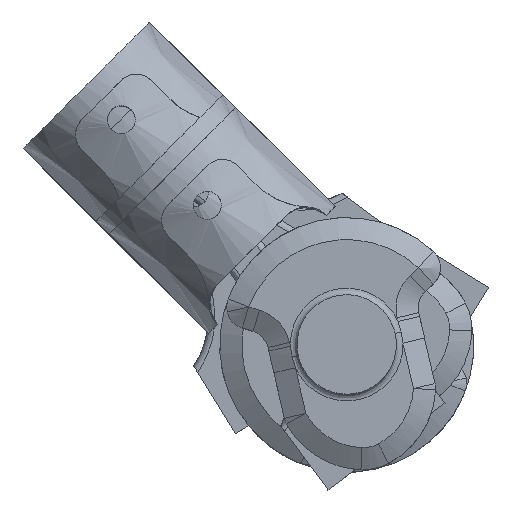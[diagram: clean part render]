
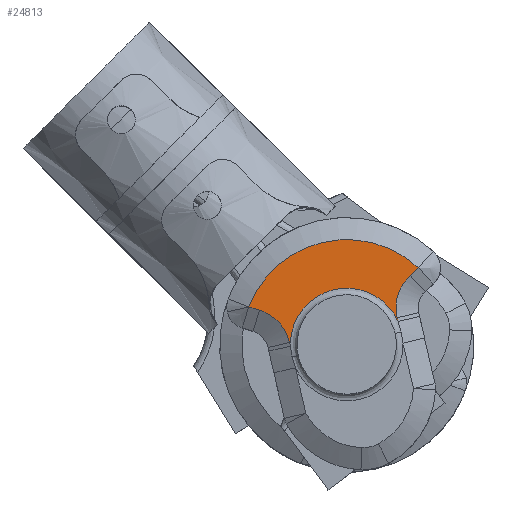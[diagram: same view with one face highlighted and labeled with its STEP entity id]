
A CAD part, top view. The second image highlights one B-rep face of the part: STEP entity #24813.
In plain terms, the highlighted free-form (B-spline) face has degree [1, 1] with [2, 2] control points.
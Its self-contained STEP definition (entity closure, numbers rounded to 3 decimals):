
#22496 = VERTEX_POINT('',#22497);
#22497 = CARTESIAN_POINT('',(-50.227,19.328,
    175.615));
#22938 = VERTEX_POINT('',#22939);
#22939 = CARTESIAN_POINT('',(-28.88,-0.808,
    175.615));
#22948 = EDGE_CURVE('',#22949,#22938,#22951,.T.);
#22949 = VERTEX_POINT('',#22950);
#22950 = CARTESIAN_POINT('',(26.325,11.904,
    175.615));
#22951 = ( BOUNDED_CURVE() B_SPLINE_CURVE(2,(#22952,#22953,#22954,#22955
,#22956),.UNSPECIFIED.,.F.,.F.) B_SPLINE_CURVE_WITH_KNOTS((3,2,3),(
    0.198,1.571,2.943),
.PIECEWISE_BEZIER_KNOTS.) CURVE() GEOMETRIC_REPRESENTATION_ITEM() 
RATIONAL_B_SPLINE_CURVE((1.,0.774,1.,0.774,1.)) 
REPRESENTATION_ITEM('') );
#22952 = CARTESIAN_POINT('',(26.325,11.904,
    175.615));
#22953 = CARTESIAN_POINT('',(16.576,33.464,
    175.615));
#22954 = CARTESIAN_POINT('',(-6.483,28.155,
    175.615));
#22955 = CARTESIAN_POINT('',(-29.542,22.845,
    175.615));
#22956 = CARTESIAN_POINT('',(-28.88,-0.808,
    175.615));
#24770 = EDGE_CURVE('',#24771,#24773,#24775,.T.);
#24771 = VERTEX_POINT('',#24772);
#24772 = CARTESIAN_POINT('',(32.53,35.448,
    175.615));
#24773 = VERTEX_POINT('',#24774);
#24774 = CARTESIAN_POINT('',(25.893,13.782,
    175.615));
#24775 = ( BOUNDED_CURVE() B_SPLINE_CURVE(2,(#24776,#24777,#24778),
.UNSPECIFIED.,.F.,.F.) B_SPLINE_CURVE_WITH_KNOTS((3,3),(2.094,
3.142),.PIECEWISE_BEZIER_KNOTS.) CURVE() 
GEOMETRIC_REPRESENTATION_ITEM() RATIONAL_B_SPLINE_CURVE((1.,
0.866,1.)) REPRESENTATION_ITEM('') );
#24776 = CARTESIAN_POINT('',(32.53,35.448,
    175.615));
#24777 = CARTESIAN_POINT('',(22.957,26.532,
    175.615));
#24778 = CARTESIAN_POINT('',(25.893,13.782,
    175.615));
#24804 = EDGE_CURVE('',#24773,#22949,#24805,.T.);
#24805 = B_SPLINE_CURVE_WITH_KNOTS('',1,(#24806,#24807),.UNSPECIFIED.,
  .F.,.F.,(2,2),(-32.934,-31.233),
  .PIECEWISE_BEZIER_KNOTS.);
#24806 = CARTESIAN_POINT('',(25.893,13.782,
    175.615));
#24807 = CARTESIAN_POINT('',(26.325,11.904,
    175.615));
#24813 = ADVANCED_FACE('',(#24814),#24852,.T.);
#24814 = FACE_BOUND('',#24815,.T.);
#24815 = EDGE_LOOP('',(#24816,#24817,#24818,#24819,#24826,#24832,#24839,
    #24847));
#24816 = ORIENTED_EDGE('',*,*,#22948,.F.);
#24817 = ORIENTED_EDGE('',*,*,#24804,.F.);
#24818 = ORIENTED_EDGE('',*,*,#24770,.F.);
#24819 = ORIENTED_EDGE('',*,*,#24820,.F.);
#24820 = EDGE_CURVE('',#24821,#24771,#24823,.T.);
#24821 = VERTEX_POINT('',#24822);
#24822 = CARTESIAN_POINT('',(36.716,39.347,
    175.615));
#24823 = B_SPLINE_CURVE_WITH_KNOTS('',1,(#24824,#24825),.UNSPECIFIED.,
  .F.,.F.,(2,2),(-5.049,0.),
  .PIECEWISE_BEZIER_KNOTS.);
#24824 = CARTESIAN_POINT('',(36.716,39.347,
    175.615));
#24825 = CARTESIAN_POINT('',(32.53,35.448,
    175.615));
#24826 = ORIENTED_EDGE('',*,*,#24827,.F.);
#24827 = EDGE_CURVE('',#22496,#24821,#24828,.T.);
#24828 = ( BOUNDED_CURVE() B_SPLINE_CURVE(2,(#24829,#24830,#24831),
.UNSPECIFIED.,.F.,.F.) B_SPLINE_CURVE_WITH_KNOTS((3,3),(3.735,
5.69),.PIECEWISE_BEZIER_KNOTS.) CURVE() 
GEOMETRIC_REPRESENTATION_ITEM() RATIONAL_B_SPLINE_CURVE((1.,
0.559,1.)) REPRESENTATION_ITEM('') );
#24829 = CARTESIAN_POINT('',(-50.227,19.328,
    175.615));
#24830 = CARTESIAN_POINT('',(-21.587,93.752,
    175.615));
#24831 = CARTESIAN_POINT('',(36.716,39.347,
    175.615));
#24832 = ORIENTED_EDGE('',*,*,#24833,.F.);
#24833 = EDGE_CURVE('',#24834,#22496,#24836,.T.);
#24834 = VERTEX_POINT('',#24835);
#24835 = CARTESIAN_POINT('',(-44.757,17.653,
    175.615));
#24836 = B_SPLINE_CURVE_WITH_KNOTS('',1,(#24837,#24838),.UNSPECIFIED.,
  .F.,.F.,(2,2),(-5.049,0.),
  .PIECEWISE_BEZIER_KNOTS.);
#24837 = CARTESIAN_POINT('',(-44.757,17.653,
    175.615));
#24838 = CARTESIAN_POINT('',(-50.227,19.328,
    175.615));
#24839 = ORIENTED_EDGE('',*,*,#24840,.F.);
#24840 = EDGE_CURVE('',#24841,#24834,#24843,.T.);
#24841 = VERTEX_POINT('',#24842);
#24842 = CARTESIAN_POINT('',(-29.313,1.071,
    175.615));
#24843 = ( BOUNDED_CURVE() B_SPLINE_CURVE(2,(#24844,#24845,#24846),
.UNSPECIFIED.,.F.,.F.) B_SPLINE_CURVE_WITH_KNOTS((3,3),(0.,
1.047),.PIECEWISE_BEZIER_KNOTS.) CURVE() 
GEOMETRIC_REPRESENTATION_ITEM() RATIONAL_B_SPLINE_CURVE((1.,
0.866,1.)) REPRESENTATION_ITEM('') );
#24844 = CARTESIAN_POINT('',(-29.313,1.071,
    175.615));
#24845 = CARTESIAN_POINT('',(-32.248,13.82,
    175.615));
#24846 = CARTESIAN_POINT('',(-44.757,17.653,
    175.615));
#24847 = ORIENTED_EDGE('',*,*,#24848,.F.);
#24848 = EDGE_CURVE('',#22938,#24841,#24849,.T.);
#24849 = B_SPLINE_CURVE_WITH_KNOTS('',1,(#24850,#24851),.UNSPECIFIED.,
  .F.,.F.,(2,2),(-1.702,0.),
  .PIECEWISE_BEZIER_KNOTS.);
#24850 = CARTESIAN_POINT('',(-28.88,-0.808,
    175.615));
#24851 = CARTESIAN_POINT('',(-29.313,1.071,
    175.615));
#24852 = B_SPLINE_SURFACE_WITH_KNOTS('',1,1,(
    (#24853,#24854)
    ,(#24855,#24856
    )),.UNSPECIFIED.,.F.,.F.,.F.,(2,2),(2,2),(-39.373,
    39.373),(180.025,222.5),.PIECEWISE_BEZIER_KNOTS.);
#24853 = CARTESIAN_POINT('',(-44.749,-4.461,
    175.615));
#24854 = CARTESIAN_POINT('',(-55.547,42.436,
    175.615));
#24855 = CARTESIAN_POINT('',(42.194,15.558,
    175.615));
#24856 = CARTESIAN_POINT('',(31.396,62.455,
    175.615));
